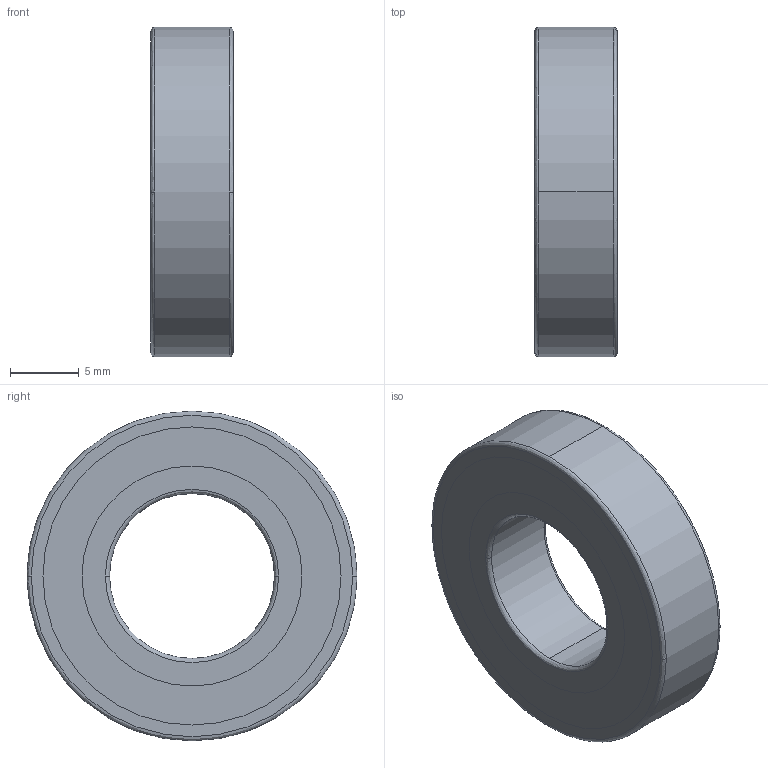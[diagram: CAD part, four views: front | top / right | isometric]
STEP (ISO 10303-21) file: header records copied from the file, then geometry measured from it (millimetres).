
FILE_DESCRIPTION (( 'STEP AP214' ), '1' );
FILE_NAME ('6901.STEP', '2011-12-15T09:09:52', ( 'CAD' ), ( '' ), 'SwSTEP 2.0', 'SolidWorks 2010', '' );
FILE_SCHEMA (( 'AUTOMOTIVE_DESIGN' ));
Length unit declared in the file: millimetre
Products named in the file (10): inafag_b71901-c-2rsd-t-p4s_engjf5ewrtsr8vccsnz6aeosc_01; inafag_b71901-c-2rsd-t-p4s_engjf5ewrtsr8vccsnz6aeosc_02; inafag_b71901-c-2rsd-t-p4s_engjf5ewrtsr8vccsnz6aeosc_03; inafag_b71901-c-2rsd-t-p4s_engjf5ewrtsr8vccsnz6aeosc_04; inafag_b71901-c-2rsd-t-p4s_engjf5ewrtsr8vccsnz6aeosc_05; inafag_b71901-c-2rsd-t-p4s_engjf5ewrtsr8vccsnz6aeosc_06; inafag_b71901-c-2rsd-t-p4s_engjf5ewrtsr8vccsnz6aeosc_07; inafag_b71901-c-2rsd-t-p4s_engjf5ewrtsr8vccsnz6aeosc_08; inafag_b71901-c-2rsd-t-p4s_engjf5ewrtsr8vccsnz6aeosc_09; 6901
Assembly tree (9 placements, depth 2):
  6901
    inafag_b71901-c-2rsd-t-p4s_engjf5ewrtsr8vccsnz6aeosc_08
    inafag_b71901-c-2rsd-t-p4s_engjf5ewrtsr8vccsnz6aeosc_01
    inafag_b71901-c-2rsd-t-p4s_engjf5ewrtsr8vccsnz6aeosc_03
    inafag_b71901-c-2rsd-t-p4s_engjf5ewrtsr8vccsnz6aeosc_05
    inafag_b71901-c-2rsd-t-p4s_engjf5ewrtsr8vccsnz6aeosc_04
    inafag_b71901-c-2rsd-t-p4s_engjf5ewrtsr8vccsnz6aeosc_09
    inafag_b71901-c-2rsd-t-p4s_engjf5ewrtsr8vccsnz6aeosc_02
    inafag_b71901-c-2rsd-t-p4s_engjf5ewrtsr8vccsnz6aeosc_06
    inafag_b71901-c-2rsd-t-p4s_engjf5ewrtsr8vccsnz6aeosc_07
Bounding box: 6 x 24 x 24 mm (x, y, z)
Volume: 1535.2 mm3; surface area: 3230.2 mm2
Topology: 9 solids, 9 shells, 68 faces, 172 edges, 104 vertices
Faces by surface type: bspline 44, cylinder 12, plane 12
Entity records: 3787 total; most frequent: CARTESIAN_POINT 1208, ORIENTED_EDGE 312, DIRECTION 312, EDGE_CURVE 156, AXIS2_PLACEMENT_3D 136, VERTEX_POINT 104, CIRCLE 100, UNCERTAINTY_MEASURE_WITH_UNIT 91
